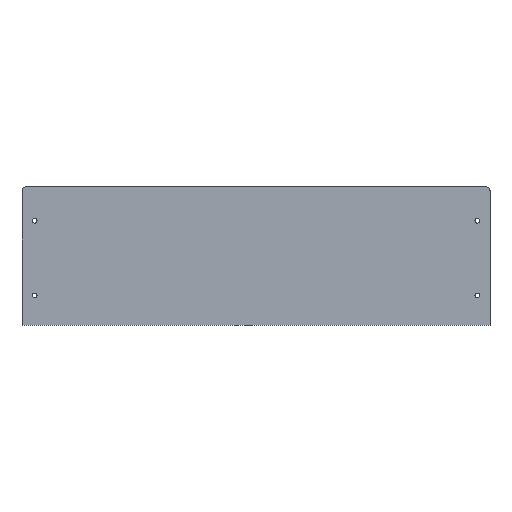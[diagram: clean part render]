
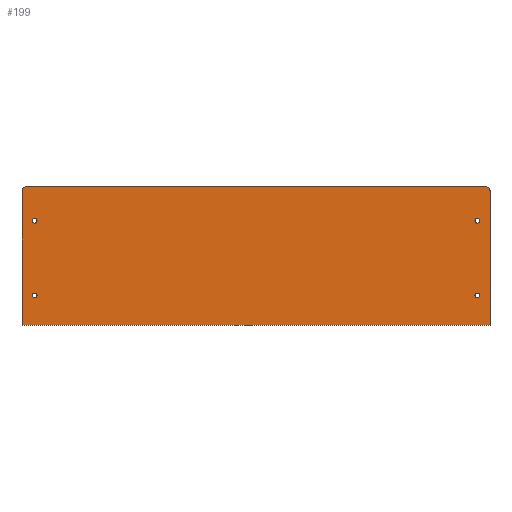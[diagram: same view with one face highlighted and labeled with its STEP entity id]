
A CAD part, top view. The second image highlights one B-rep face of the part: STEP entity #199.
In plain terms, the highlighted planar face has unit normal (0, 0, 1).
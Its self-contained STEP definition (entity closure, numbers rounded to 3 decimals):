
#24 = VERTEX_POINT('',#25);
#25 = CARTESIAN_POINT('',(-218.542,62.705,2.03));
#31 = EDGE_CURVE('',#24,#32,#34,.T.);
#32 = VERTEX_POINT('',#33);
#33 = CARTESIAN_POINT('',(-218.542,-62.705,2.03));
#34 = LINE('',#35,#36);
#35 = CARTESIAN_POINT('',(-218.542,62.705,2.03));
#36 = VECTOR('',#37,1.);
#37 = DIRECTION('',(0.,-1.,0.));
#64 = VERTEX_POINT('',#65);
#65 = CARTESIAN_POINT('',(-214.732,66.515,2.03));
#71 = EDGE_CURVE('',#64,#24,#72,.T.);
#72 = CIRCLE('',#73,3.81);
#73 = AXIS2_PLACEMENT_3D('',#74,#75,#76);
#74 = CARTESIAN_POINT('',(-214.732,62.705,2.03));
#75 = DIRECTION('',(0.,0.,1.));
#76 = DIRECTION('',(1.,0.,0.));
#95 = EDGE_CURVE('',#32,#96,#98,.T.);
#96 = VERTEX_POINT('',#97);
#97 = CARTESIAN_POINT('',(218.542,-62.705,2.03));
#98 = LINE('',#99,#100);
#99 = CARTESIAN_POINT('',(-218.542,-62.705,2.03));
#100 = VECTOR('',#101,1.);
#101 = DIRECTION('',(1.,0.,0.));
#199 = ADVANCED_FACE('',(#200,#228,#239,#250,#261),#272,.T.);
#200 = FACE_BOUND('',#201,.T.);
#201 = EDGE_LOOP('',(#202,#203,#204,#212,#221,#227));
#202 = ORIENTED_EDGE('',*,*,#31,.T.);
#203 = ORIENTED_EDGE('',*,*,#95,.T.);
#204 = ORIENTED_EDGE('',*,*,#205,.T.);
#205 = EDGE_CURVE('',#96,#206,#208,.T.);
#206 = VERTEX_POINT('',#207);
#207 = CARTESIAN_POINT('',(218.542,62.705,2.03));
#208 = LINE('',#209,#210);
#209 = CARTESIAN_POINT('',(218.542,-62.705,2.03));
#210 = VECTOR('',#211,1.);
#211 = DIRECTION('',(0.,1.,0.));
#212 = ORIENTED_EDGE('',*,*,#213,.T.);
#213 = EDGE_CURVE('',#206,#214,#216,.T.);
#214 = VERTEX_POINT('',#215);
#215 = CARTESIAN_POINT('',(214.732,66.515,2.03));
#216 = CIRCLE('',#217,3.81);
#217 = AXIS2_PLACEMENT_3D('',#218,#219,#220);
#218 = CARTESIAN_POINT('',(214.732,62.705,2.03));
#219 = DIRECTION('',(0.,0.,1.));
#220 = DIRECTION('',(1.,0.,0.));
#221 = ORIENTED_EDGE('',*,*,#222,.T.);
#222 = EDGE_CURVE('',#214,#64,#223,.T.);
#223 = LINE('',#224,#225);
#224 = CARTESIAN_POINT('',(214.732,66.515,2.03));
#225 = VECTOR('',#226,1.);
#226 = DIRECTION('',(-1.,0.,0.));
#227 = ORIENTED_EDGE('',*,*,#71,.T.);
#228 = FACE_BOUND('',#229,.T.);
#229 = EDGE_LOOP('',(#230));
#230 = ORIENTED_EDGE('',*,*,#231,.F.);
#231 = EDGE_CURVE('',#232,#232,#234,.T.);
#232 = VERTEX_POINT('',#233);
#233 = CARTESIAN_POINT('',(-209.006,-34.925,2.03));
#234 = CIRCLE('',#235,2.25);
#235 = AXIS2_PLACEMENT_3D('',#236,#237,#238);
#236 = CARTESIAN_POINT('',(-206.756,-34.925,2.03));
#237 = DIRECTION('',(0.,0.,1.));
#238 = DIRECTION('',(-1.,0.,0.));
#239 = FACE_BOUND('',#240,.T.);
#240 = EDGE_LOOP('',(#241));
#241 = ORIENTED_EDGE('',*,*,#242,.F.);
#242 = EDGE_CURVE('',#243,#243,#245,.T.);
#243 = VERTEX_POINT('',#244);
#244 = CARTESIAN_POINT('',(204.506,-34.925,2.03));
#245 = CIRCLE('',#246,2.25);
#246 = AXIS2_PLACEMENT_3D('',#247,#248,#249);
#247 = CARTESIAN_POINT('',(206.756,-34.925,2.03));
#248 = DIRECTION('',(0.,0.,1.));
#249 = DIRECTION('',(-1.,0.,0.));
#250 = FACE_BOUND('',#251,.T.);
#251 = EDGE_LOOP('',(#252));
#252 = ORIENTED_EDGE('',*,*,#253,.F.);
#253 = EDGE_CURVE('',#254,#254,#256,.T.);
#254 = VERTEX_POINT('',#255);
#255 = CARTESIAN_POINT('',(-209.006,34.925,2.03));
#256 = CIRCLE('',#257,2.25);
#257 = AXIS2_PLACEMENT_3D('',#258,#259,#260);
#258 = CARTESIAN_POINT('',(-206.756,34.925,2.03));
#259 = DIRECTION('',(0.,0.,1.));
#260 = DIRECTION('',(-1.,0.,0.));
#261 = FACE_BOUND('',#262,.T.);
#262 = EDGE_LOOP('',(#263));
#263 = ORIENTED_EDGE('',*,*,#264,.F.);
#264 = EDGE_CURVE('',#265,#265,#267,.T.);
#265 = VERTEX_POINT('',#266);
#266 = CARTESIAN_POINT('',(204.506,34.925,2.03));
#267 = CIRCLE('',#268,2.25);
#268 = AXIS2_PLACEMENT_3D('',#269,#270,#271);
#269 = CARTESIAN_POINT('',(206.756,34.925,2.03));
#270 = DIRECTION('',(0.,0.,1.));
#271 = DIRECTION('',(-1.,0.,0.));
#272 = PLANE('',#273);
#273 = AXIS2_PLACEMENT_3D('',#274,#275,#276);
#274 = CARTESIAN_POINT('',(0.,1.708,2.03));
#275 = DIRECTION('',(0.,0.,1.));
#276 = DIRECTION('',(1.,0.,0.));
